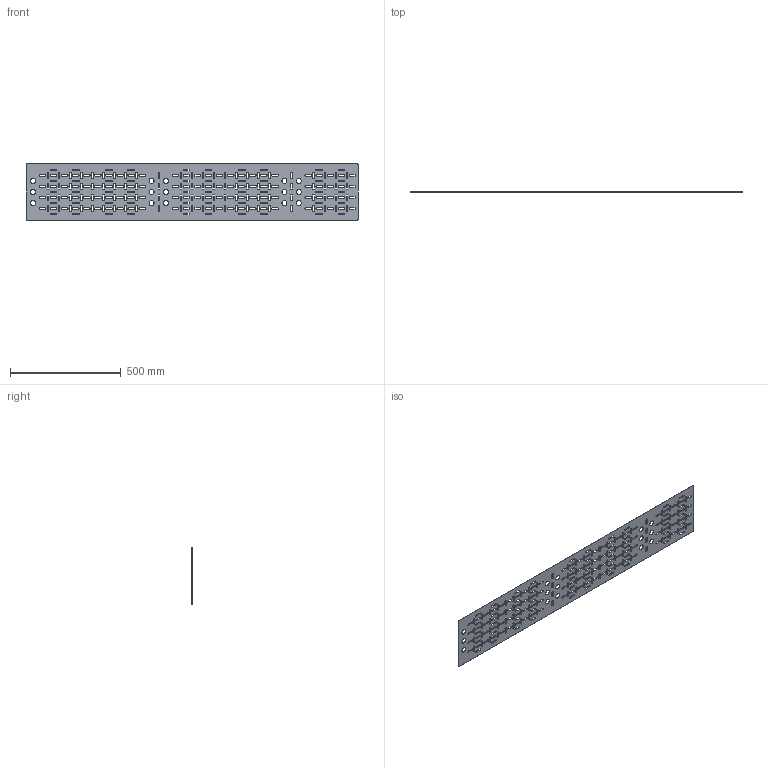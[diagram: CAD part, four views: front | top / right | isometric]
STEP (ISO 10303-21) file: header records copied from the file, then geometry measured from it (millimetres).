
FILE_DESCRIPTION (( 'STEP AP203' ), '1' );
FILE_NAME ('ÊÈÂÀ 195.00.09 Äîííàÿ âñòàâêà äëÿ ëîòêà LESTA_1500õ300.step', '2022-01-27T11:32:46', ( '' ), ( '' ), 'SwSTEP 2.0', 'SolidWorks 2017', '' );
FILE_SCHEMA (( 'CONFIG_CONTROL_DESIGN' ));
Length unit declared in the file: millimetre
Products named in the file (1): ÊÈÂÀ 195.00.09 Äîííàÿ âñòàâêà äëÿ ëîòêà LESTA_1500õ300
Bounding box: 1500 x 1.2 x 255 mm (x, y, z)
Volume: 392607.9 mm3; surface area: 679919.7 mm2
Topology: 1 solids, 1 shells, 1174 faces, 3516 edges, 2344 vertices
Faces by surface type: cylinder 676, plane 498
Entity records: 41173 total; most frequent: DIRECTION 7218, CARTESIAN_POINT 7035, ORIENTED_EDGE 7032, EDGE_CURVE 3516, AXIS2_PLACEMENT_3D 2527, VERTEX_POINT 2344, LINE 2164, VECTOR 2164
